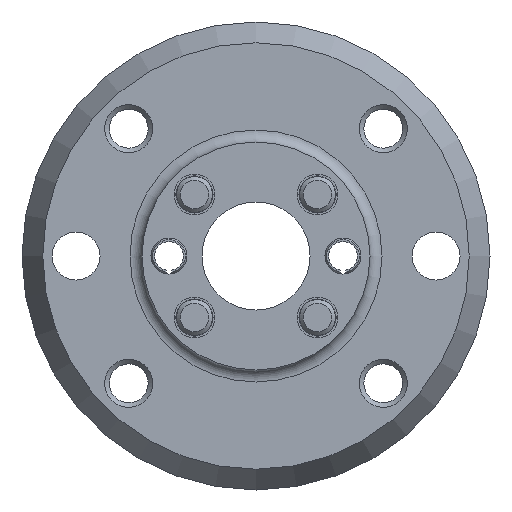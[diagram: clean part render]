
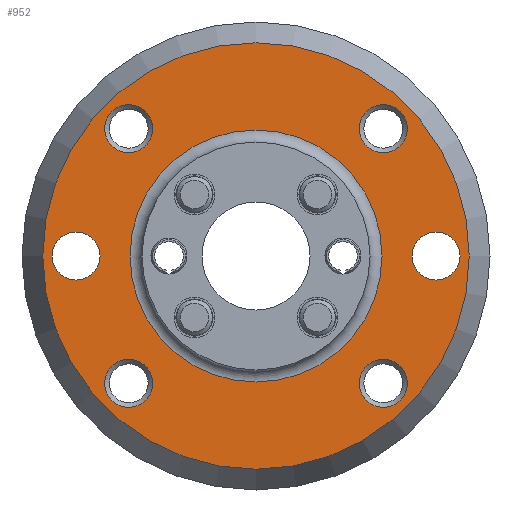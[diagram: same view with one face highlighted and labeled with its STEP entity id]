
A CAD part, front view. The second image highlights one B-rep face of the part: STEP entity #952.
In plain terms, the highlighted planar face has unit normal (0, -1, 0).
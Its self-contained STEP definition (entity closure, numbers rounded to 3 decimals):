
#148=PLANE('',#1084);
#199=ORIENTED_EDGE('',*,*,#409,.T.);
#200=ORIENTED_EDGE('',*,*,#391,.F.);
#201=ORIENTED_EDGE('',*,*,#408,.F.);
#202=ORIENTED_EDGE('',*,*,#410,.F.);
#203=ORIENTED_EDGE('',*,*,#411,.F.);
#204=ORIENTED_EDGE('',*,*,#412,.F.);
#205=ORIENTED_EDGE('',*,*,#413,.F.);
#206=ORIENTED_EDGE('',*,*,#389,.F.);
#389=EDGE_CURVE('',#497,#497,#582,.T.);
#391=EDGE_CURVE('',#499,#499,#584,.T.);
#408=EDGE_CURVE('',#516,#516,#601,.T.);
#409=EDGE_CURVE('',#517,#517,#602,.T.);
#410=EDGE_CURVE('',#518,#518,#603,.T.);
#411=EDGE_CURVE('',#519,#519,#604,.T.);
#412=EDGE_CURVE('',#520,#520,#605,.T.);
#413=EDGE_CURVE('',#521,#521,#606,.T.);
#497=VERTEX_POINT('',#1543);
#499=VERTEX_POINT('',#1548);
#516=VERTEX_POINT('',#1587);
#517=VERTEX_POINT('',#1590);
#518=VERTEX_POINT('',#1592);
#519=VERTEX_POINT('',#1594);
#520=VERTEX_POINT('',#1596);
#521=VERTEX_POINT('',#1598);
#582=CIRCLE('',#1058,2.);
#584=CIRCLE('',#1061,2.);
#601=CIRCLE('',#1083,10.5);
#602=CIRCLE('',#1085,17.768);
#603=CIRCLE('',#1086,2.);
#604=CIRCLE('',#1087,2.);
#605=CIRCLE('',#1088,2.);
#606=CIRCLE('',#1089,2.);
#680=EDGE_LOOP('',(#199));
#681=EDGE_LOOP('',(#200));
#682=EDGE_LOOP('',(#201));
#683=EDGE_LOOP('',(#202));
#684=EDGE_LOOP('',(#203));
#685=EDGE_LOOP('',(#204));
#686=EDGE_LOOP('',(#205));
#687=EDGE_LOOP('',(#206));
#816=FACE_BOUND('',#680,.T.);
#817=FACE_BOUND('',#681,.T.);
#818=FACE_BOUND('',#682,.T.);
#819=FACE_BOUND('',#683,.T.);
#820=FACE_BOUND('',#684,.T.);
#821=FACE_BOUND('',#685,.T.);
#822=FACE_BOUND('',#686,.T.);
#823=FACE_BOUND('',#687,.T.);
#952=ADVANCED_FACE('',(#816,#817,#818,#819,#820,#821,#822,#823),#148,.T.);
#1058=AXIS2_PLACEMENT_3D('',#1542,#1216,#1217);
#1061=AXIS2_PLACEMENT_3D('',#1547,#1222,#1223);
#1083=AXIS2_PLACEMENT_3D('',#1586,#1266,#1267);
#1084=AXIS2_PLACEMENT_3D('',#1588,#1268,#1269);
#1085=AXIS2_PLACEMENT_3D('',#1589,#1270,#1271);
#1086=AXIS2_PLACEMENT_3D('',#1591,#1272,#1273);
#1087=AXIS2_PLACEMENT_3D('',#1593,#1274,#1275);
#1088=AXIS2_PLACEMENT_3D('',#1595,#1276,#1277);
#1089=AXIS2_PLACEMENT_3D('',#1597,#1278,#1279);
#1216=DIRECTION('',(0.,-1.,0.));
#1217=DIRECTION('',(0.,0.,-1.));
#1222=DIRECTION('',(0.,-1.,0.));
#1223=DIRECTION('',(0.,0.,-1.));
#1266=DIRECTION('',(0.,-1.,0.));
#1267=DIRECTION('',(0.,0.,-1.));
#1268=DIRECTION('',(0.,-1.,0.));
#1269=DIRECTION('',(0.,0.,-1.));
#1270=DIRECTION('',(0.,-1.,0.));
#1271=DIRECTION('',(0.,0.,-1.));
#1272=DIRECTION('',(0.,-1.,0.));
#1273=DIRECTION('',(0.,0.,-1.));
#1274=DIRECTION('',(0.,-1.,0.));
#1275=DIRECTION('',(0.,0.,-1.));
#1276=DIRECTION('',(0.,-1.,0.));
#1277=DIRECTION('',(0.,0.,-1.));
#1278=DIRECTION('',(0.,-1.,0.));
#1279=DIRECTION('',(0.,0.,-1.));
#1542=CARTESIAN_POINT('',(-15.,4.,0.));
#1543=CARTESIAN_POINT('',(-15.,4.,-2.));
#1547=CARTESIAN_POINT('',(15.,4.,0.));
#1548=CARTESIAN_POINT('',(15.,4.,-2.));
#1586=CARTESIAN_POINT('',(0.,4.,0.));
#1587=CARTESIAN_POINT('',(0.,4.,-10.5));
#1588=CARTESIAN_POINT('',(10.5,4.,0.));
#1589=CARTESIAN_POINT('',(0.,4.,0.));
#1590=CARTESIAN_POINT('',(0.,4.,-17.768));
#1591=CARTESIAN_POINT('',(-10.607,4.,-10.607));
#1592=CARTESIAN_POINT('',(-10.607,4.,-12.607));
#1593=CARTESIAN_POINT('',(10.607,4.,10.607));
#1594=CARTESIAN_POINT('',(10.607,4.,8.607));
#1595=CARTESIAN_POINT('',(-10.607,4.,10.607));
#1596=CARTESIAN_POINT('',(-10.607,4.,8.607));
#1597=CARTESIAN_POINT('',(10.607,4.,-10.607));
#1598=CARTESIAN_POINT('',(10.607,4.,-12.607));
